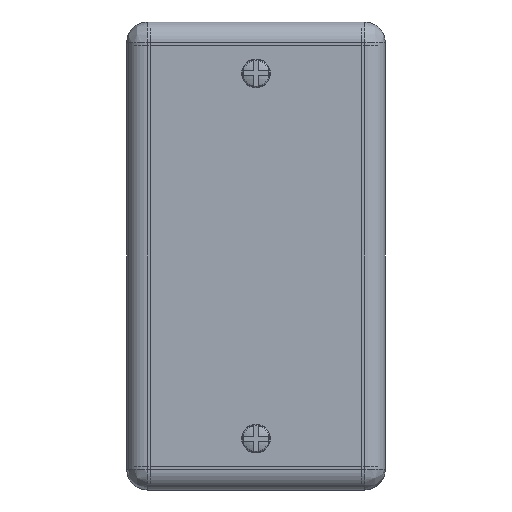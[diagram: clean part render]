
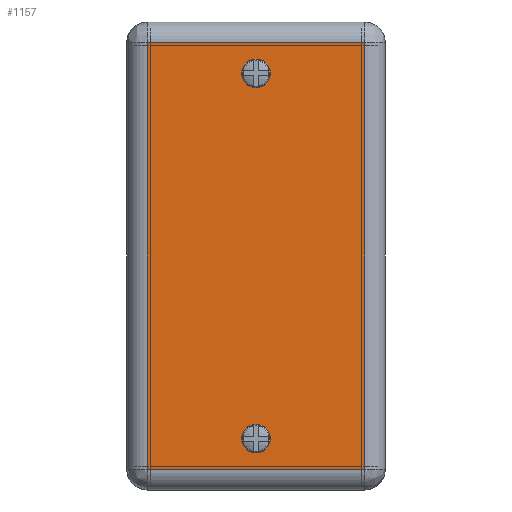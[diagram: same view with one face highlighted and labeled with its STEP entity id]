
A CAD part, left-side view. The second image highlights one B-rep face of the part: STEP entity #1157.
In plain terms, the highlighted planar face has unit normal (-1, 0, 0).
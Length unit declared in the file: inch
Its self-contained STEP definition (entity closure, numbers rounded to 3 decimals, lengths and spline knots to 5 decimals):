
#360 = CARTESIAN_POINT ( 'NONE',  ( -2.735, -0.9725, -1.885 ) ) ;
#414 = EDGE_CURVE ( 'NONE', #3445, #5186, #7714, .T. ) ;
#729 = DIRECTION ( 'NONE',  ( 1., 0., 0. ) ) ;
#785 = EDGE_LOOP ( 'NONE', ( #1612, #9876 ) ) ;
#812 = CARTESIAN_POINT ( 'NONE',  ( -2.735, 0., 1.66 ) ) ;
#1157 = ADVANCED_FACE ( 'NONE', ( #1644, #8923, #11061 ), #10160, .T. ) ;
#1188 = VECTOR ( 'NONE', #8718, 39.37008 ) ;
#1362 = VECTOR ( 'NONE', #10386, 39.37008 ) ;
#1427 = EDGE_CURVE ( 'NONE', #8178, #2490, #11752, .T. ) ;
#1612 = ORIENTED_EDGE ( 'NONE', *, *, #3399, .T. ) ;
#1632 = CIRCLE ( 'NONE', #8302, 0.12436 ) ;
#1644 = FACE_BOUND ( 'NONE', #6139, .T. ) ;
#2103 = CARTESIAN_POINT ( 'NONE',  ( -2.735, -0.12436, 1.66 ) ) ;
#2296 = EDGE_CURVE ( 'NONE', #9248, #9102, #4562, .T. ) ;
#2374 = ORIENTED_EDGE ( 'NONE', *, *, #10932, .T. ) ;
#2490 = VERTEX_POINT ( 'NONE', #6095 ) ;
#2766 = DIRECTION ( 'NONE',  ( -1., 0., 0. ) ) ;
#2803 = ORIENTED_EDGE ( 'NONE', *, *, #2968, .T. ) ;
#2968 = EDGE_CURVE ( 'NONE', #9102, #8178, #5188, .T. ) ;
#3007 = CIRCLE ( 'NONE', #5856, 0.12436 ) ;
#3349 = VECTOR ( 'NONE', #11632, 39.37008 ) ;
#3399 = EDGE_CURVE ( 'NONE', #5186, #3445, #1632, .T. ) ;
#3445 = VERTEX_POINT ( 'NONE', #11668 ) ;
#3492 = DIRECTION ( 'NONE',  ( 0., 0., 1. ) ) ;
#4153 = CARTESIAN_POINT ( 'NONE',  ( -2.735, -0.9725, 1.935 ) ) ;
#4415 = ORIENTED_EDGE ( 'NONE', *, *, #2296, .T. ) ;
#4505 = CARTESIAN_POINT ( 'NONE',  ( -2.735, 0., -1.61 ) ) ;
#4518 = CARTESIAN_POINT ( 'NONE',  ( -2.735, 0., 1.66 ) ) ;
#4562 = LINE ( 'NONE', #5450, #6311 ) ;
#4843 = EDGE_CURVE ( 'NONE', #5707, #9696, #3007, .T. ) ;
#5177 = ORIENTED_EDGE ( 'NONE', *, *, #4843, .T. ) ;
#5186 = VERTEX_POINT ( 'NONE', #5433 ) ;
#5188 = LINE ( 'NONE', #8834, #1188 ) ;
#5398 = DIRECTION ( 'NONE',  ( 0., 0., 1. ) ) ;
#5433 = CARTESIAN_POINT ( 'NONE',  ( -2.735, -0.12436, -1.61 ) ) ;
#5450 = CARTESIAN_POINT ( 'NONE',  ( -2.735, 0., -1.885 ) ) ;
#5630 = AXIS2_PLACEMENT_3D ( 'NONE', #11273, #2766, #8378 ) ;
#5707 = VERTEX_POINT ( 'NONE', #7397 ) ;
#5856 = AXIS2_PLACEMENT_3D ( 'NONE', #4518, #6421, #6304 ) ;
#6095 = CARTESIAN_POINT ( 'NONE',  ( -2.735, 0.9725, 1.935 ) ) ;
#6139 = EDGE_LOOP ( 'NONE', ( #2374, #5177 ) ) ;
#6304 = DIRECTION ( 'NONE',  ( 0., 0., 1. ) ) ;
#6311 = VECTOR ( 'NONE', #8201, 39.37008 ) ;
#6421 = DIRECTION ( 'NONE',  ( 1., 0., 0. ) ) ;
#6737 = LINE ( 'NONE', #7466, #1362 ) ;
#6785 = EDGE_LOOP ( 'NONE', ( #4415, #2803, #7208, #8924 ) ) ;
#6949 = AXIS2_PLACEMENT_3D ( 'NONE', #8964, #729, #8002 ) ;
#7208 = ORIENTED_EDGE ( 'NONE', *, *, #1427, .T. ) ;
#7369 = DIRECTION ( 'NONE',  ( 1., 0., 0. ) ) ;
#7397 = CARTESIAN_POINT ( 'NONE',  ( -2.735, 0.12436, 1.66 ) ) ;
#7466 = CARTESIAN_POINT ( 'NONE',  ( -2.735, 0.9725, 2.12 ) ) ;
#7714 = CIRCLE ( 'NONE', #6949, 0.12436 ) ;
#8002 = DIRECTION ( 'NONE',  ( 0., 0., 1. ) ) ;
#8178 = VERTEX_POINT ( 'NONE', #4153 ) ;
#8201 = DIRECTION ( 'NONE',  ( 0., -1., 0. ) ) ;
#8302 = AXIS2_PLACEMENT_3D ( 'NONE', #4505, #8984, #3492 ) ;
#8378 = DIRECTION ( 'NONE',  ( 0., 0., 1. ) ) ;
#8718 = DIRECTION ( 'NONE',  ( 0., 0., 1. ) ) ;
#8834 = CARTESIAN_POINT ( 'NONE',  ( -2.735, -0.9725, 2.12 ) ) ;
#8923 = FACE_BOUND ( 'NONE', #785, .T. ) ;
#8924 = ORIENTED_EDGE ( 'NONE', *, *, #11489, .T. ) ;
#8964 = CARTESIAN_POINT ( 'NONE',  ( -2.735, 0., -1.61 ) ) ;
#8984 = DIRECTION ( 'NONE',  ( 1., 0., 0. ) ) ;
#9102 = VERTEX_POINT ( 'NONE', #360 ) ;
#9128 = CARTESIAN_POINT ( 'NONE',  ( -2.735, 0., 1.935 ) ) ;
#9248 = VERTEX_POINT ( 'NONE', #11685 ) ;
#9279 = CIRCLE ( 'NONE', #10616, 0.12436 ) ;
#9696 = VERTEX_POINT ( 'NONE', #2103 ) ;
#9876 = ORIENTED_EDGE ( 'NONE', *, *, #414, .T. ) ;
#10160 = PLANE ( 'NONE',  #5630 ) ;
#10386 = DIRECTION ( 'NONE',  ( 0., 0., -1. ) ) ;
#10616 = AXIS2_PLACEMENT_3D ( 'NONE', #812, #7369, #5398 ) ;
#10932 = EDGE_CURVE ( 'NONE', #9696, #5707, #9279, .T. ) ;
#11061 = FACE_OUTER_BOUND ( 'NONE', #6785, .T. ) ;
#11273 = CARTESIAN_POINT ( 'NONE',  ( -2.735, 0., 2.12 ) ) ;
#11489 = EDGE_CURVE ( 'NONE', #2490, #9248, #6737, .T. ) ;
#11632 = DIRECTION ( 'NONE',  ( 0., 1., 0. ) ) ;
#11668 = CARTESIAN_POINT ( 'NONE',  ( -2.735, 0.12436, -1.61 ) ) ;
#11685 = CARTESIAN_POINT ( 'NONE',  ( -2.735, 0.9725, -1.885 ) ) ;
#11752 = LINE ( 'NONE', #9128, #3349 ) ;
